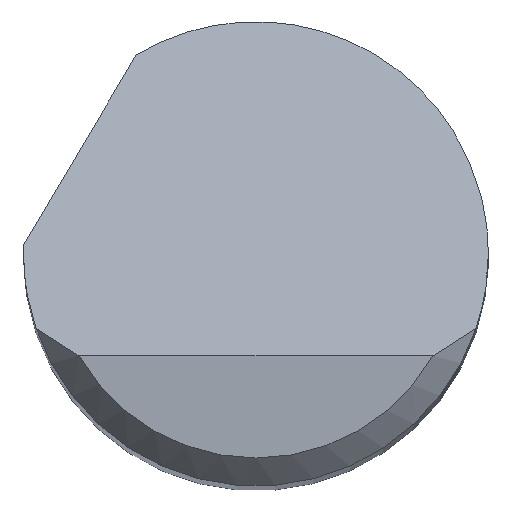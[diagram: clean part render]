
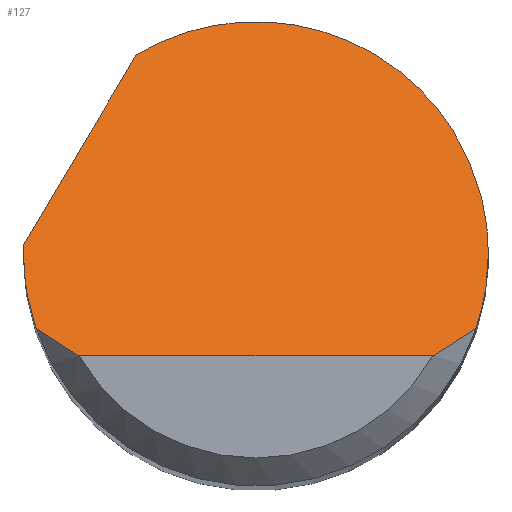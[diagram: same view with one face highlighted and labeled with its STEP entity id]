
A CAD part, top view. The second image highlights one B-rep face of the part: STEP entity #127.
In plain terms, the highlighted planar face has unit normal (0, 0.707, 0.707).
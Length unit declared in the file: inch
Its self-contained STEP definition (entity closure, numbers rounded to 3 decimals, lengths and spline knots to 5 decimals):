
#7 = CARTESIAN_POINT ( 'NONE',  ( 0.09526, -0.055, 2. ) ) ;
#9 = CARTESIAN_POINT ( 'NONE',  ( -0.11843, -0.04, 1.985 ) ) ;
#12 = VECTOR ( 'NONE', #649, 39.37008 ) ;
#25 = VERTEX_POINT ( 'NONE', #551 ) ;
#78 = CARTESIAN_POINT ( 'NONE',  ( -0.09526, -0.055, 2. ) ) ;
#87 = ORIENTED_EDGE ( 'NONE', *, *, #790, .T. ) ;
#92 = CARTESIAN_POINT ( 'NONE',  ( -0.125, 0.00167, 1.94333 ) ) ;
#107 = VERTEX_POINT ( 'NONE', #411 ) ;
#125 = CARTESIAN_POINT ( 'NONE',  ( -0.12279, -0.02708, 1.97208 ) ) ;
#127 = ADVANCED_FACE ( 'NONE', ( #783 ), #849, .F. ) ;
#141 = EDGE_CURVE ( 'NONE', #476, #511, #279, .T. ) ;
#144 =( BOUNDED_CURVE ( )  B_SPLINE_CURVE ( 3, ( #247, #92, #382, #755 ),
 .UNSPECIFIED., .F., .F. ) 
 B_SPLINE_CURVE_WITH_KNOTS ( ( 4, 4 ),
 ( 4.71239, 4.7524 ),
 .UNSPECIFIED. ) 
 CURVE ( )  GEOMETRIC_REPRESENTATION_ITEM ( )  RATIONAL_B_SPLINE_CURVE ( ( 1., 1., 1., 1. ) ) 
 REPRESENTATION_ITEM ( '' )  );
#151 = CARTESIAN_POINT ( 'NONE',  ( -0.10339, -0.05031, 1.99531 ) ) ;
#156 = CARTESIAN_POINT ( 'NONE',  ( 0.11843, -0.04, 1.985 ) ) ;
#163 = CARTESIAN_POINT ( 'NONE',  ( 0.10339, -0.05031, 1.99531 ) ) ;
#187 = CARTESIAN_POINT ( 'NONE',  ( 0., -0.055, 2. ) ) ;
#193 = ORIENTED_EDGE ( 'NONE', *, *, #740, .T. ) ;
#205 = VERTEX_POINT ( 'NONE', #7 ) ;
#222 = CARTESIAN_POINT ( 'NONE',  ( 0.0296, 0.1636, 1.7814 ) ) ;
#231 = CARTESIAN_POINT ( 'NONE',  ( 0.11843, -0.04, 1.985 ) ) ;
#247 = CARTESIAN_POINT ( 'NONE',  ( -0.125, 0., 1.945 ) ) ;
#264 = CARTESIAN_POINT ( 'NONE',  ( -0.11843, -0.04, 1.985 ) ) ;
#279 =( BOUNDED_CURVE ( )  B_SPLINE_CURVE ( 3, ( #264, #125, #415, #928 ),
 .UNSPECIFIED., .F., .F. ) 
 B_SPLINE_CURVE_WITH_KNOTS ( ( 4, 4 ),
 ( 4.38666, 4.71239 ),
 .UNSPECIFIED. ) 
 CURVE ( )  GEOMETRIC_REPRESENTATION_ITEM ( )  RATIONAL_B_SPLINE_CURVE ( ( 1., 0.991, 0.991, 1. ) ) 
 REPRESENTATION_ITEM ( '' )  );
#295 = EDGE_CURVE ( 'NONE', #511, #25, #144, .T. ) ;
#356 = LINE ( 'NONE', #546, #483 ) ;
#368 = EDGE_CURVE ( 'NONE', #25, #939, #356, .T. ) ;
#377 = CARTESIAN_POINT ( 'NONE',  ( 0.09526, -0.055, 2. ) ) ;
#380 = EDGE_CURVE ( 'NONE', #900, #205, #721, .T. ) ;
#382 = CARTESIAN_POINT ( 'NONE',  ( -0.12497, 0.00333, 1.94167 ) ) ;
#404 = DIRECTION ( 'NONE',  ( 0., 0.707, -0.707 ) ) ;
#411 = CARTESIAN_POINT ( 'NONE',  ( 0.11843, -0.04, 1.985 ) ) ;
#415 = CARTESIAN_POINT ( 'NONE',  ( -0.125, -0.01363, 1.95863 ) ) ;
#417 = ORIENTED_EDGE ( 'NONE', *, *, #295, .F. ) ;
#444 = CARTESIAN_POINT ( 'NONE',  ( 0.125, -0.01363, 1.95863 ) ) ;
#452 = CARTESIAN_POINT ( 'NONE',  ( 0.11107, -0.04528, 1.99028 ) ) ;
#461 = ORIENTED_EDGE ( 'NONE', *, *, #827, .F. ) ;
#476 = VERTEX_POINT ( 'NONE', #9 ) ;
#483 = VECTOR ( 'NONE', #772, 39.37008 ) ;
#494 = ORIENTED_EDGE ( 'NONE', *, *, #554, .F. ) ;
#497 = CARTESIAN_POINT ( 'NONE',  ( -0.125, -0.055, 2. ) ) ;
#508 = CARTESIAN_POINT ( 'NONE',  ( -0.11843, -0.04, 1.985 ) ) ;
#509 = CARTESIAN_POINT ( 'NONE',  ( 0.125, 0., 1.945 ) ) ;
#511 = VERTEX_POINT ( 'NONE', #902 ) ;
#524 = VERTEX_POINT ( 'NONE', #509 ) ;
#546 = CARTESIAN_POINT ( 'NONE',  ( -0.15516, -0.04606, 1.99106 ) ) ;
#551 = CARTESIAN_POINT ( 'NONE',  ( -0.1249, 0.005, 1.94 ) ) ;
#554 = EDGE_CURVE ( 'NONE', #939, #524, #731, .T. ) ;
#604 = B_SPLINE_CURVE_WITH_KNOTS ( 'NONE', 3,
 ( #377, #163, #452, #156 ),
 .UNSPECIFIED., .F., .F.,
 ( 4, 4 ),
 ( 0., 0.0008 ),
 .UNSPECIFIED. ) ;
#627 = CARTESIAN_POINT ( 'NONE',  ( -0.09526, -0.055, 2. ) ) ;
#649 = DIRECTION ( 'NONE',  ( 1., 0., 0. ) ) ;
#686 = ORIENTED_EDGE ( 'NONE', *, *, #380, .T. ) ;
#703 = CARTESIAN_POINT ( 'NONE',  ( -0.06437, 0.10715, 1.83785 ) ) ;
#721 = LINE ( 'NONE', #187, #12 ) ;
#731 =( BOUNDED_CURVE ( )  B_SPLINE_CURVE ( 3, ( #894, #222, #883, #826 ),
 .UNSPECIFIED., .F., .T. ) 
 B_SPLINE_CURVE_WITH_KNOTS ( ( 4, 4 ),
 ( 5.74227, 7.85398 ),
 .UNSPECIFIED. ) 
 CURVE ( )  GEOMETRIC_REPRESENTATION_ITEM ( )  RATIONAL_B_SPLINE_CURVE ( ( 1., 0.662, 0.662, 1. ) ) 
 REPRESENTATION_ITEM ( '' )  );
#740 = EDGE_CURVE ( 'NONE', #205, #107, #604, .T. ) ;
#751 = CARTESIAN_POINT ( 'NONE',  ( 0.125, 0., 1.945 ) ) ;
#755 = CARTESIAN_POINT ( 'NONE',  ( -0.1249, 0.005, 1.94 ) ) ;
#758 = B_SPLINE_CURVE_WITH_KNOTS ( 'NONE', 3,
 ( #508, #804, #151, #78 ),
 .UNSPECIFIED., .F., .F.,
 ( 4, 4 ),
 ( 0., 0.0008 ),
 .UNSPECIFIED. ) ;
#766 = AXIS2_PLACEMENT_3D ( 'NONE', #497, #794, #404 ) ;
#772 = DIRECTION ( 'NONE',  ( 0.386, 0.652, -0.652 ) ) ;
#783 = FACE_OUTER_BOUND ( 'NONE', #834, .T. ) ;
#790 = EDGE_CURVE ( 'NONE', #476, #900, #758, .T. ) ;
#794 = DIRECTION ( 'NONE',  ( 0., -0.707, -0.707 ) ) ;
#804 = CARTESIAN_POINT ( 'NONE',  ( -0.11107, -0.04528, 1.99028 ) ) ;
#826 = CARTESIAN_POINT ( 'NONE',  ( 0.125, 0., 1.945 ) ) ;
#827 = EDGE_CURVE ( 'NONE', #524, #107, #831, .T. ) ;
#831 =( BOUNDED_CURVE ( )  B_SPLINE_CURVE ( 3, ( #751, #444, #897, #231 ),
 .UNSPECIFIED., .F., .T. ) 
 B_SPLINE_CURVE_WITH_KNOTS ( ( 4, 4 ),
 ( 1.5708, 1.89653 ),
 .UNSPECIFIED. ) 
 CURVE ( )  GEOMETRIC_REPRESENTATION_ITEM ( )  RATIONAL_B_SPLINE_CURVE ( ( 1., 0.991, 0.991, 1. ) ) 
 REPRESENTATION_ITEM ( '' )  );
#834 = EDGE_LOOP ( 'NONE', ( #686, #193, #461, #494, #925, #417, #904, #87 ) ) ;
#849 = PLANE ( 'NONE',  #766 ) ;
#883 = CARTESIAN_POINT ( 'NONE',  ( 0.125, 0.10961, 1.83539 ) ) ;
#894 = CARTESIAN_POINT ( 'NONE',  ( -0.06437, 0.10715, 1.83785 ) ) ;
#897 = CARTESIAN_POINT ( 'NONE',  ( 0.12279, -0.02708, 1.97208 ) ) ;
#900 = VERTEX_POINT ( 'NONE', #627 ) ;
#902 = CARTESIAN_POINT ( 'NONE',  ( -0.125, 0., 1.945 ) ) ;
#904 = ORIENTED_EDGE ( 'NONE', *, *, #141, .F. ) ;
#925 = ORIENTED_EDGE ( 'NONE', *, *, #368, .F. ) ;
#928 = CARTESIAN_POINT ( 'NONE',  ( -0.125, 0., 1.945 ) ) ;
#939 = VERTEX_POINT ( 'NONE', #703 ) ;
